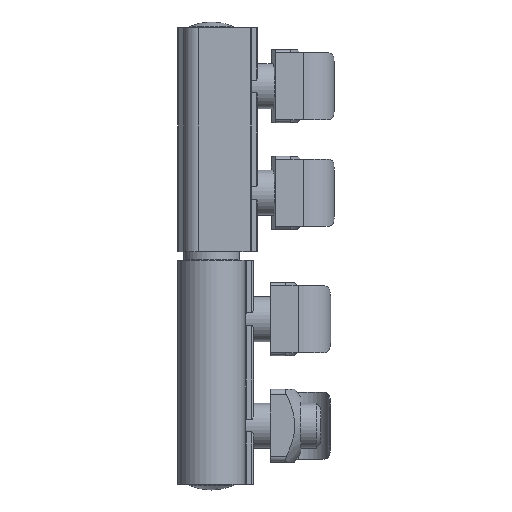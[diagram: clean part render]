
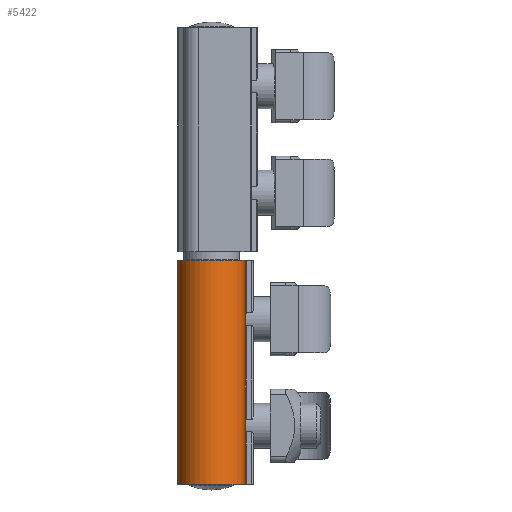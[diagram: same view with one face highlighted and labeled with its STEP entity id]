
A CAD part, left-side view. The second image highlights one B-rep face of the part: STEP entity #5422.
In plain terms, the highlighted cylindrical face has radius 6 mm (diameter 12 mm), a partial arc.
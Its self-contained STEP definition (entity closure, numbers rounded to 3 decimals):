
#528=FACE_OUTER_BOUND('',#840,.T.);
#840=EDGE_LOOP('',(#4309,#4310,#4311,#4312));
#1223=LINE('',#9017,#1733);
#1259=LINE('',#9115,#1769);
#1733=VECTOR('',#6946,10.);
#1769=VECTOR('',#7066,10.);
#2134=CIRCLE('',#5967,6.);
#2161=CIRCLE('',#6025,6.);
#2503=VERTEX_POINT('',#8966);
#2504=VERTEX_POINT('',#8968);
#2525=VERTEX_POINT('',#9013);
#2546=VERTEX_POINT('',#9113);
#3103=EDGE_CURVE('',#2504,#2503,#2134,.T.);
#3128=EDGE_CURVE('',#2525,#2504,#1223,.T.);
#3177=EDGE_CURVE('',#2503,#2546,#1259,.T.);
#3178=EDGE_CURVE('',#2546,#2525,#2161,.T.);
#4309=ORIENTED_EDGE('',*,*,#3178,.T.);
#4310=ORIENTED_EDGE('',*,*,#3128,.T.);
#4311=ORIENTED_EDGE('',*,*,#3103,.T.);
#4312=ORIENTED_EDGE('',*,*,#3177,.T.);
#5292=CYLINDRICAL_SURFACE('',#6024,6.);
#5422=ADVANCED_FACE('',(#528),#5292,.T.);
#5967=AXIS2_PLACEMENT_3D('',#8969,#6905,#6906);
#6024=AXIS2_PLACEMENT_3D('',#9116,#7067,#7068);
#6025=AXIS2_PLACEMENT_3D('',#9117,#7069,#7070);
#6905=DIRECTION('center_axis',(0.,0.,1.));
#6906=DIRECTION('ref_axis',(0.,-1.,0.));
#6946=DIRECTION('',(0.,0.,-1.));
#7066=DIRECTION('',(0.,0.,1.));
#7067=DIRECTION('center_axis',(0.,0.,1.));
#7068=DIRECTION('ref_axis',(0.,-1.,0.));
#7069=DIRECTION('center_axis',(0.,0.,-1.));
#7070=DIRECTION('ref_axis',(0.,-1.,0.));
#8966=CARTESIAN_POINT('',(-11.,-1.5,-20.));
#8968=CARTESIAN_POINT('',(-11.,10.5,-20.));
#8969=CARTESIAN_POINT('Origin',(-11.,4.5,-20.));
#9013=CARTESIAN_POINT('',(-11.,10.5,20.));
#9017=CARTESIAN_POINT('',(-11.,10.5,0.));
#9113=CARTESIAN_POINT('',(-11.,-1.5,20.));
#9115=CARTESIAN_POINT('',(-11.,-1.5,0.));
#9116=CARTESIAN_POINT('Origin',(-11.,4.5,0.));
#9117=CARTESIAN_POINT('Origin',(-11.,4.5,20.));
